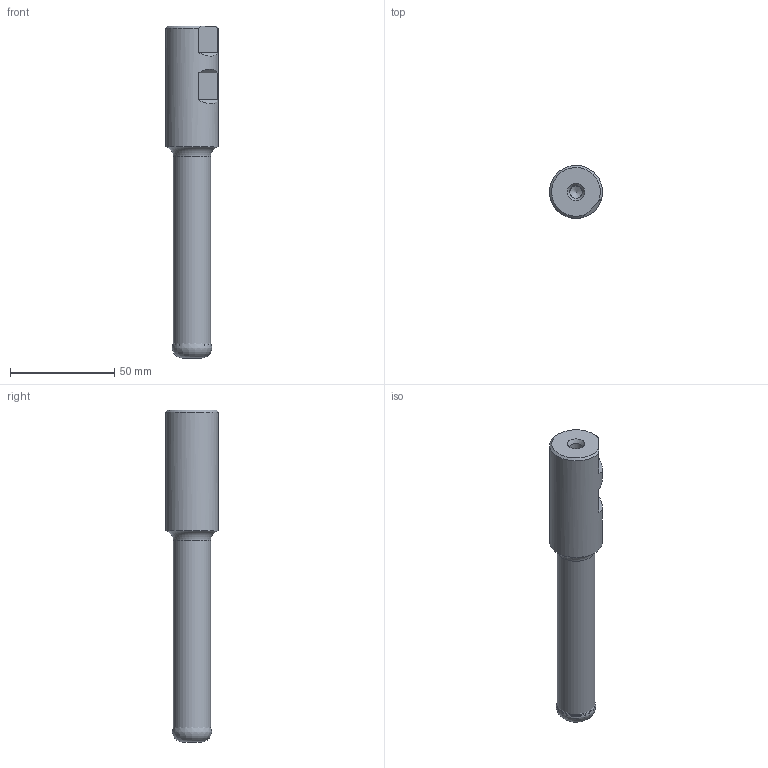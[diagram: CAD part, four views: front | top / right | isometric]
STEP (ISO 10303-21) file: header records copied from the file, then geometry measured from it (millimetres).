
FILE_DESCRIPTION(/* description */ (''),/* implementation_level */ '2;1');
FILE_NAME(/* name */ '075E2R400W100-ISRD10-CF_202366189ndi000_01_SIM.stp',/* time_stamp */ '2021-09-13T09:49:06+02:00',/* author */ (''),/* organization */ (''),/* preprocessor_version */ 'ST-DEVELOPER v16.7',/* originating_system */ 'SIEMENS PLM Software NX 12.0',/* authorisation */ '');
FILE_SCHEMA (('AUTOMOTIVE_DESIGN { 1 0 10303 214 3 1 1 1 }'));
Length unit declared in the file: millimetre
Products named in the file (1): hm15447C99E0ct4i
Bounding box: 25.4 x 25.4 x 159.5 mm (x, y, z)
Volume: 53149.5 mm3; surface area: 14411.8 mm2
Topology: 2 solids, 2 shells, 21 faces, 45 edges, 27 vertices
Faces by surface type: plane 7, cylinder 4, torus 4, cone 4, bspline 1, revolution 1
Full cylindrical faces by diameter (mm): 6 x1, 18 x1, 18.206 x1, 25.4 x1
Entity records: 532 total; most frequent: CARTESIAN_POINT 113, DIRECTION 83, ORIENTED_EDGE 54, AXIS2_PLACEMENT_3D 37, EDGE_LOOP 33, FACE_BOUND 28, EDGE_CURVE 27, VERTEX_POINT 24
